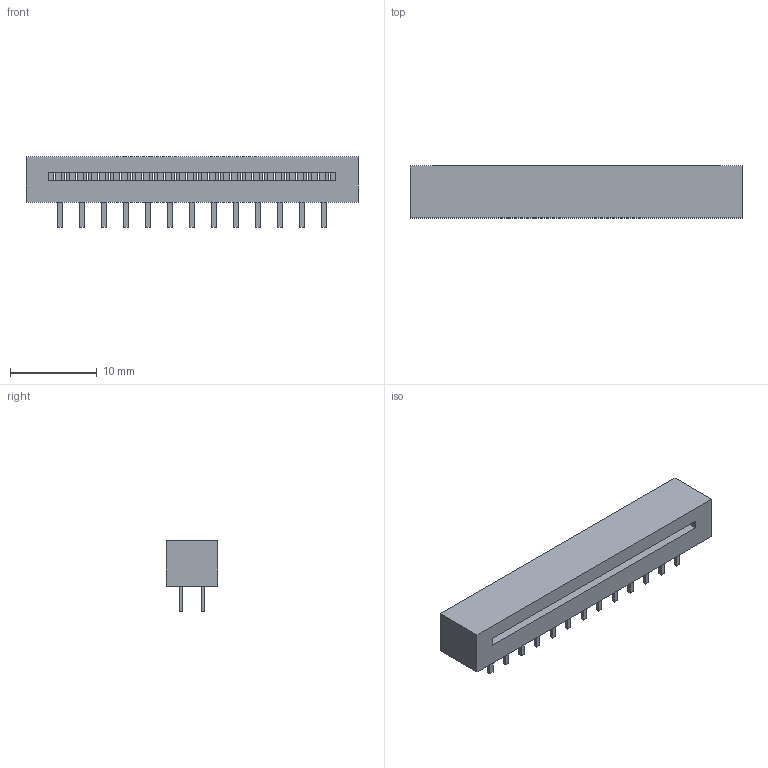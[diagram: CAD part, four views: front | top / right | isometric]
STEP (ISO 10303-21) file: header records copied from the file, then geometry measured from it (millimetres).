
FILE_DESCRIPTION(/* description */ (''),/* implementation_level */ '2;1');
FILE_NAME(/* name */ '100546274ugm000_a.stp',/* time_stamp */ '2013-08-13T03:12:52+02:00',/* author */ (''),/* organization */ (''),/* preprocessor_version */ 'ST-DEVELOPER v15',/* originating_system */ 'SIEMENS PLM Software NX 8.5',/* authorisation */ '');
FILE_SCHEMA (('AUTOMOTIVE_DESIGN { 1 0 10303 214 3 1 1 1 }'));
Length unit declared in the file: millimetre
Products named in the file (1): 100546274ugm000_a
Bounding box: 38.32 x 6 x 8.15 mm (x, y, z)
Volume: 1043.1 mm3; surface area: 1536.8 mm2
Topology: 79 solids, 79 shells, 478 faces, 960 edges, 640 vertices
Faces by surface type: plane 478
Entity records: 12563 total; most frequent: CARTESIAN_POINT 2079, ORIENTED_EDGE 1920, DIRECTION 1918, EDGE_CURVE 960, LINE 960, VECTOR 960, VERTEX_POINT 640, EDGE_LOOP 480
